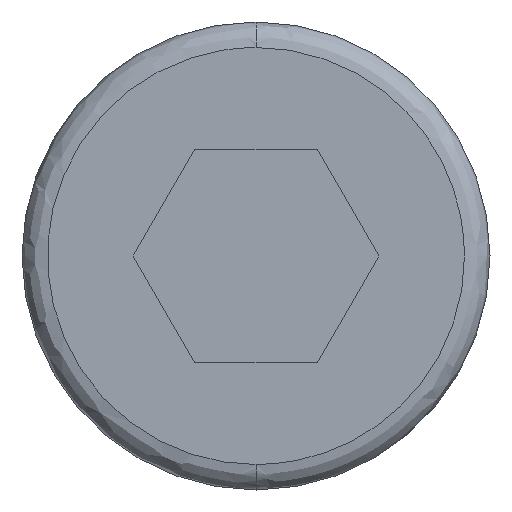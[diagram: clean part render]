
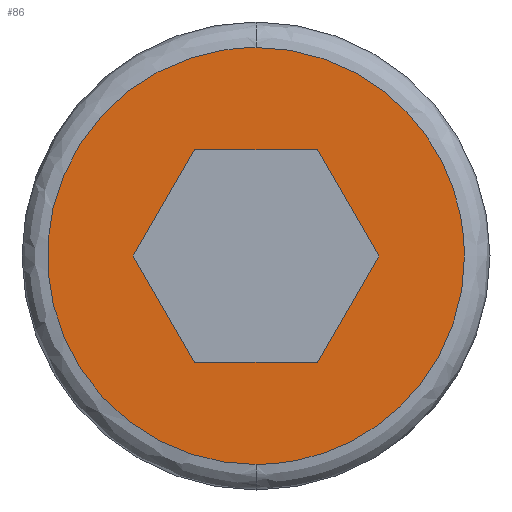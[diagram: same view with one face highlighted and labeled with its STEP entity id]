
A CAD part, front view. The second image highlights one B-rep face of the part: STEP entity #86.
In plain terms, the highlighted planar face has unit normal (0, -1, 0).
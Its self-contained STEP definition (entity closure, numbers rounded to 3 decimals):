
#5 = EDGE_CURVE ( 'NONE', #711, #366, #51, .T. ) ;
#14 = DIRECTION ( 'NONE',  ( -1., 0., 0. ) ) ;
#16 = CARTESIAN_POINT ( 'NONE',  ( 2.45, -3., 0. ) ) ;
#21 = EDGE_CURVE ( 'NONE', #366, #582, #521, .T. ) ;
#29 = CARTESIAN_POINT ( 'NONE',  ( -2.45, -3., -1.435 ) ) ;
#31 = CARTESIAN_POINT ( 'NONE',  ( 0., -3., -2.45 ) ) ;
#46 =( BOUNDED_CURVE ( )  B_SPLINE_CURVE ( 3, ( #661, #245, #553, #31 ),
 .UNSPECIFIED., .F., .T. ) 
 B_SPLINE_CURVE_WITH_KNOTS ( ( 4, 4 ),
 ( 0., 0.333 ),
 .UNSPECIFIED. ) 
 CURVE ( )  GEOMETRIC_REPRESENTATION_ITEM ( )  RATIONAL_B_SPLINE_CURVE ( ( 1., 0.805, 0.805, 1. ) ) 
 REPRESENTATION_ITEM ( '' )  );
#51 = LINE ( 'NONE', #364, #70 ) ;
#63 = VECTOR ( 'NONE', #324, 1000. ) ;
#67 = CARTESIAN_POINT ( 'NONE',  ( 0., -3., -1.25 ) ) ;
#70 = VECTOR ( 'NONE', #184, 1000. ) ;
#71 = ORIENTED_EDGE ( 'NONE', *, *, #165, .F. ) ;
#72 = CARTESIAN_POINT ( 'NONE',  ( 0., -3., -2.45 ) ) ;
#82 = VERTEX_POINT ( 'NONE', #72 ) ;
#86 = ADVANCED_FACE ( 'NONE', ( #118, #314 ), #491, .T. ) ;
#95 = CARTESIAN_POINT ( 'NONE',  ( -1.435, -3., -2.45 ) ) ;
#103 = EDGE_CURVE ( 'NONE', #332, #188, #594, .T. ) ;
#118 = FACE_BOUND ( 'NONE', #542, .T. ) ;
#122 =( BOUNDED_CURVE ( )  B_SPLINE_CURVE ( 3, ( #321, #95, #29, #623, #680, #330, #672 ),
 .UNSPECIFIED., .F., .T. ) 
 B_SPLINE_CURVE_WITH_KNOTS ( ( 4, 3, 4 ),
 ( 0.333, 0.667, 1. ),
 .UNSPECIFIED. ) 
 CURVE ( )  GEOMETRIC_REPRESENTATION_ITEM ( )  RATIONAL_B_SPLINE_CURVE ( ( 1., 0.805, 0.805, 1., 0.805, 0.805, 1. ) ) 
 REPRESENTATION_ITEM ( '' )  );
#130 = DIRECTION ( 'NONE',  ( 0., -1., 0. ) ) ;
#140 = CARTESIAN_POINT ( 'NONE',  ( -0.722, -3., -1.25 ) ) ;
#155 = ORIENTED_EDGE ( 'NONE', *, *, #721, .F. ) ;
#165 = EDGE_CURVE ( 'NONE', #339, #82, #46, .T. ) ;
#174 = EDGE_LOOP ( 'NONE', ( #155, #630, #71 ) ) ;
#184 = DIRECTION ( 'NONE',  ( 1., 0., 0. ) ) ;
#188 = VERTEX_POINT ( 'NONE', #140 ) ;
#221 = VECTOR ( 'NONE', #14, 1000. ) ;
#234 = LINE ( 'NONE', #392, #63 ) ;
#245 = CARTESIAN_POINT ( 'NONE',  ( 2.45, -3., -1.435 ) ) ;
#247 = CARTESIAN_POINT ( 'NONE',  ( -0.722, -3., -1.25 ) ) ;
#294 = DIRECTION ( 'NONE',  ( -0.5, 0., 0.866 ) ) ;
#298 = DIRECTION ( 'NONE',  ( 0.5, 0., -0.866 ) ) ;
#314 = FACE_OUTER_BOUND ( 'NONE', #174, .T. ) ;
#321 = CARTESIAN_POINT ( 'NONE',  ( 0., -3., -2.45 ) ) ;
#324 = DIRECTION ( 'NONE',  ( 0.5, 0., 0.866 ) ) ;
#330 = CARTESIAN_POINT ( 'NONE',  ( -1.435, -3., 2.45 ) ) ;
#332 = VERTEX_POINT ( 'NONE', #578 ) ;
#339 = VERTEX_POINT ( 'NONE', #467 ) ;
#364 = CARTESIAN_POINT ( 'NONE',  ( 0., -3., 1.25 ) ) ;
#366 = VERTEX_POINT ( 'NONE', #525 ) ;
#371 = CARTESIAN_POINT ( 'NONE',  ( 1.435, -3., 2.45 ) ) ;
#380 = CARTESIAN_POINT ( 'NONE',  ( -1.443, -3., 0. ) ) ;
#392 = CARTESIAN_POINT ( 'NONE',  ( -1.443, -3., 0. ) ) ;
#399 = LINE ( 'NONE', #702, #445 ) ;
#413 =( BOUNDED_CURVE ( )  B_SPLINE_CURVE ( 3, ( #485, #371, #497, #16 ),
 .UNSPECIFIED., .F., .F. ) 
 B_SPLINE_CURVE_WITH_KNOTS ( ( 4, 4 ),
 ( 0., 1. ),
 .UNSPECIFIED. ) 
 CURVE ( )  GEOMETRIC_REPRESENTATION_ITEM ( )  RATIONAL_B_SPLINE_CURVE ( ( 1., 0.805, 0.805, 1. ) ) 
 REPRESENTATION_ITEM ( '' )  );
#445 = VECTOR ( 'NONE', #766, 1000. ) ;
#450 = EDGE_CURVE ( 'NONE', #82, #494, #122, .T. ) ;
#465 = CARTESIAN_POINT ( 'NONE',  ( 1.443, -3., 0. ) ) ;
#466 = EDGE_CURVE ( 'NONE', #681, #711, #234, .T. ) ;
#467 = CARTESIAN_POINT ( 'NONE',  ( 2.45, -3., 0. ) ) ;
#484 = VECTOR ( 'NONE', #294, 1000. ) ;
#485 = CARTESIAN_POINT ( 'NONE',  ( 0., -3., 2.45 ) ) ;
#491 = PLANE ( 'NONE',  #688 ) ;
#494 = VERTEX_POINT ( 'NONE', #570 ) ;
#497 = CARTESIAN_POINT ( 'NONE',  ( 2.45, -3., 1.435 ) ) ;
#502 = VECTOR ( 'NONE', #298, 1000. ) ;
#521 = LINE ( 'NONE', #713, #502 ) ;
#525 = CARTESIAN_POINT ( 'NONE',  ( 0.722, -3., 1.25 ) ) ;
#536 = ORIENTED_EDGE ( 'NONE', *, *, #21, .T. ) ;
#539 = DIRECTION ( 'NONE',  ( 0., 0., -1. ) ) ;
#542 = EDGE_LOOP ( 'NONE', ( #536, #701, #716, #679, #728, #650 ) ) ;
#547 = CARTESIAN_POINT ( 'NONE',  ( 0., -3., 0. ) ) ;
#553 = CARTESIAN_POINT ( 'NONE',  ( 1.435, -3., -2.45 ) ) ;
#570 = CARTESIAN_POINT ( 'NONE',  ( 0., -3., 2.45 ) ) ;
#578 = CARTESIAN_POINT ( 'NONE',  ( 0.722, -3., -1.25 ) ) ;
#582 = VERTEX_POINT ( 'NONE', #465 ) ;
#594 = LINE ( 'NONE', #67, #221 ) ;
#604 = CARTESIAN_POINT ( 'NONE',  ( -0.722, -3., 1.25 ) ) ;
#623 = CARTESIAN_POINT ( 'NONE',  ( -2.45, -3., 0. ) ) ;
#630 = ORIENTED_EDGE ( 'NONE', *, *, #450, .F. ) ;
#650 = ORIENTED_EDGE ( 'NONE', *, *, #5, .T. ) ;
#660 = EDGE_CURVE ( 'NONE', #582, #332, #399, .T. ) ;
#661 = CARTESIAN_POINT ( 'NONE',  ( 2.45, -3., 0. ) ) ;
#672 = CARTESIAN_POINT ( 'NONE',  ( 0., -3., 2.45 ) ) ;
#679 = ORIENTED_EDGE ( 'NONE', *, *, #709, .T. ) ;
#680 = CARTESIAN_POINT ( 'NONE',  ( -2.45, -3., 1.435 ) ) ;
#681 = VERTEX_POINT ( 'NONE', #380 ) ;
#687 = LINE ( 'NONE', #247, #484 ) ;
#688 = AXIS2_PLACEMENT_3D ( 'NONE', #547, #130, #539 ) ;
#701 = ORIENTED_EDGE ( 'NONE', *, *, #660, .T. ) ;
#702 = CARTESIAN_POINT ( 'NONE',  ( 1.443, -3., 0. ) ) ;
#709 = EDGE_CURVE ( 'NONE', #188, #681, #687, .T. ) ;
#711 = VERTEX_POINT ( 'NONE', #604 ) ;
#713 = CARTESIAN_POINT ( 'NONE',  ( 0.722, -3., 1.25 ) ) ;
#716 = ORIENTED_EDGE ( 'NONE', *, *, #103, .T. ) ;
#721 = EDGE_CURVE ( 'NONE', #494, #339, #413, .T. ) ;
#728 = ORIENTED_EDGE ( 'NONE', *, *, #466, .T. ) ;
#766 = DIRECTION ( 'NONE',  ( -0.5, 0., -0.866 ) ) ;
